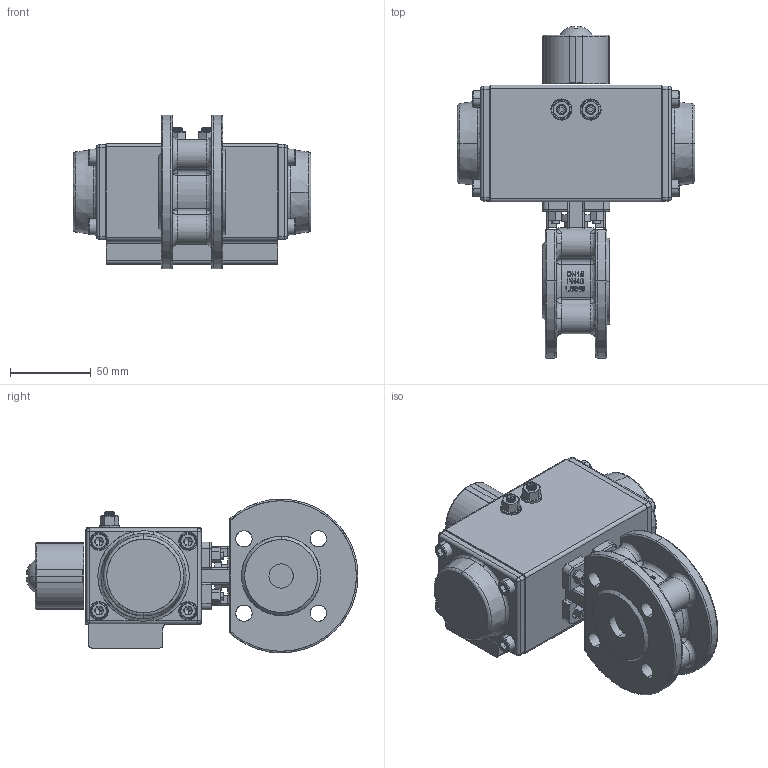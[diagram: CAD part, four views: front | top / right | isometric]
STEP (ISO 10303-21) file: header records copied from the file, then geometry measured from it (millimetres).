
FILE_DESCRIPTION (( 'STEP AP214' ), '1' );
FILE_NAME ('PK06_DN15 (PK06010003).STEP', '2022-05-02T13:00:45', ( '' ), ( '' ), 'SwSTEP 2.0', 'SolidWorks 2021', '' );
FILE_SCHEMA (( 'AUTOMOTIVE_DESIGN' ));
Length unit declared in the file: metre
Products named in the file (1): PK06_DN15 (PK06010003)
Bounding box: 147 x 205.15 x 95 mm (x, y, z)
Surface area: 112095.2 mm2 (no closed solid volume)
Topology: 0 solids, 610 shells, 765 faces, 3746 edges, 3509 vertices
Faces by surface type: cylinder 264, plane 227, bspline 184, cone 88, sphere 2
Entity records: 72709 total; most frequent: CARTESIAN_POINT 37462, DIRECTION 4995, ORIENTED_EDGE 3953, EDGE_CURVE 3702, VERTEX_POINT 3509, AXIS2_PLACEMENT_3D 1821, VECTOR 1353, LINE 1353
